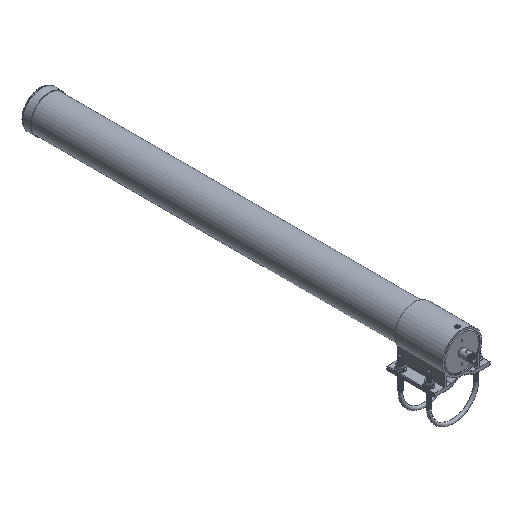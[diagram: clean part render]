
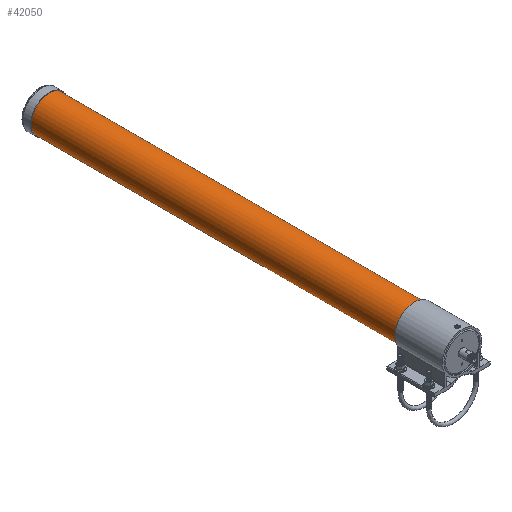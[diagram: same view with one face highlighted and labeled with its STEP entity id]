
A CAD part, isometric view. The second image highlights one B-rep face of the part: STEP entity #42050.
In plain terms, the highlighted cylindrical face has radius 37.5 mm (diameter 75 mm), a full revolution.
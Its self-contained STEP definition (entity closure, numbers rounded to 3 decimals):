
#810 = CARTESIAN_POINT ( 'NONE',  ( 0., 0., 37.5 ) ) ;
#2037 = DIRECTION ( 'NONE',  ( 0., 0., 1. ) ) ;
#3010 = CYLINDRICAL_SURFACE ( 'NONE', #56400, 37.5 ) ;
#8741 = DIRECTION ( 'NONE',  ( 0., 0., 1. ) ) ;
#10622 = FACE_OUTER_BOUND ( 'NONE', #53760, .T. ) ;
#11030 = VERTEX_POINT ( 'NONE', #15975 ) ;
#11915 = DIRECTION ( 'NONE',  ( 0., 1., 0. ) ) ;
#12642 = EDGE_CURVE ( 'NONE', #11030, #11030, #30671, .T. ) ;
#14381 = DIRECTION ( 'NONE',  ( 0., -1., 0. ) ) ;
#15975 = CARTESIAN_POINT ( 'NONE',  ( 0., 870., 37.5 ) ) ;
#19742 = ORIENTED_EDGE ( 'NONE', *, *, #12642, .T. ) ;
#26856 = FACE_OUTER_BOUND ( 'NONE', #56904, .T. ) ;
#27269 = VERTEX_POINT ( 'NONE', #810 ) ;
#30671 = CIRCLE ( 'NONE', #49813, 37.5 ) ;
#31804 = CARTESIAN_POINT ( 'NONE',  ( 0., 0., 0. ) ) ;
#40848 = CARTESIAN_POINT ( 'NONE',  ( 0., 870., 0. ) ) ;
#41759 = CIRCLE ( 'NONE', #58648, 37.5 ) ;
#42050 = ADVANCED_FACE ( 'NONE', ( #26856, #10622 ), #3010, .T. ) ;
#44353 = CARTESIAN_POINT ( 'NONE',  ( 0., 0., 0. ) ) ;
#49813 = AXIS2_PLACEMENT_3D ( 'NONE', #40848, #14381, #8741 ) ;
#51629 = DIRECTION ( 'NONE',  ( 0., 0., 1. ) ) ;
#53760 = EDGE_LOOP ( 'NONE', ( #69230 ) ) ;
#56400 = AXIS2_PLACEMENT_3D ( 'NONE', #31804, #69446, #51629 ) ;
#56904 = EDGE_LOOP ( 'NONE', ( #19742 ) ) ;
#58648 = AXIS2_PLACEMENT_3D ( 'NONE', #44353, #11915, #2037 ) ;
#66516 = EDGE_CURVE ( 'NONE', #27269, #27269, #41759, .T. ) ;
#69230 = ORIENTED_EDGE ( 'NONE', *, *, #66516, .T. ) ;
#69446 = DIRECTION ( 'NONE',  ( 0., 1., 0. ) ) ;
